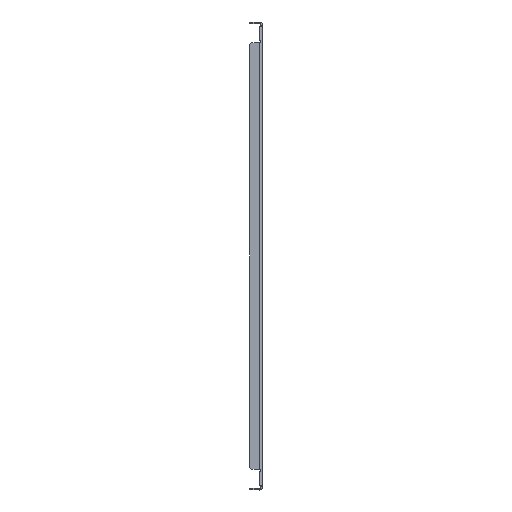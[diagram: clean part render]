
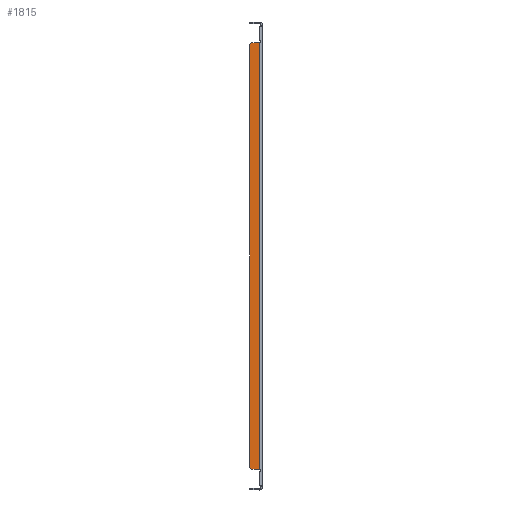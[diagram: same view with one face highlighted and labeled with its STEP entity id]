
A CAD part, left-side view. The second image highlights one B-rep face of the part: STEP entity #1815.
In plain terms, the highlighted planar face has unit normal (-1, 0, 0).
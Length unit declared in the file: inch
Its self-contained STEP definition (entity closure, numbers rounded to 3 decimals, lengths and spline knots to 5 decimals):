
#23 = CARTESIAN_POINT ( 'NONE',  ( -14.085, 0.143, 13.888 ) ) ;
#55 = ORIENTED_EDGE ( 'NONE', *, *, #1451, .T. ) ;
#135 = CARTESIAN_POINT ( 'NONE',  ( -14.085, 0.625, -12.85 ) ) ;
#177 = CARTESIAN_POINT ( 'NONE',  ( -14.085, 0.171, -12.913 ) ) ;
#268 = ORIENTED_EDGE ( 'NONE', *, *, #3278, .F. ) ;
#402 = DIRECTION ( 'NONE',  ( -1., 0., 0. ) ) ;
#612 = VERTEX_POINT ( 'NONE', #751 ) ;
#751 = CARTESIAN_POINT ( 'NONE',  ( -14.085, 0.171, 12.85 ) ) ;
#940 = CIRCLE ( 'NONE', #4608, 0.063 ) ;
#1063 = EDGE_CURVE ( 'NONE', #3672, #1308, #6805, .T. ) ;
#1158 = DIRECTION ( 'NONE',  ( 0., -1., 0. ) ) ;
#1308 = VERTEX_POINT ( 'NONE', #135 ) ;
#1432 = EDGE_LOOP ( 'NONE', ( #4309, #55, #268, #6271, #1819, #1859, #3372, #4687 ) ) ;
#1440 = CARTESIAN_POINT ( 'NONE',  ( -14.085, 0.171, 12.913 ) ) ;
#1451 = EDGE_CURVE ( 'NONE', #2401, #5572, #5405, .T. ) ;
#1475 = EDGE_CURVE ( 'NONE', #4867, #5524, #7293, .T. ) ;
#1634 = DIRECTION ( 'NONE',  ( 0., 0., -1. ) ) ;
#1674 = VECTOR ( 'NONE', #1158, 39.37008 ) ;
#1815 = ADVANCED_FACE ( 'NONE', ( #3419 ), #5523, .T. ) ;
#1819 = ORIENTED_EDGE ( 'NONE', *, *, #3237, .T. ) ;
#1859 = ORIENTED_EDGE ( 'NONE', *, *, #1475, .T. ) ;
#2091 = VERTEX_POINT ( 'NONE', #3714 ) ;
#2165 = VECTOR ( 'NONE', #6889, 39.37008 ) ;
#2401 = VERTEX_POINT ( 'NONE', #3259 ) ;
#2405 = DIRECTION ( 'NONE',  ( 0., 1., 0. ) ) ;
#2932 = EDGE_CURVE ( 'NONE', #1308, #2401, #7070, .T. ) ;
#3218 = CARTESIAN_POINT ( 'NONE',  ( -14.085, 0.75, -14.664 ) ) ;
#3237 = EDGE_CURVE ( 'NONE', #612, #4867, #6471, .T. ) ;
#3259 = CARTESIAN_POINT ( 'NONE',  ( -14.085, 0.171, -12.85 ) ) ;
#3278 = EDGE_CURVE ( 'NONE', #2091, #5572, #7294, .T. ) ;
#3372 = ORIENTED_EDGE ( 'NONE', *, *, #4478, .T. ) ;
#3403 = CARTESIAN_POINT ( 'NONE',  ( -14.085, 0.75, 12.85 ) ) ;
#3419 = FACE_OUTER_BOUND ( 'NONE', #1432, .T. ) ;
#3567 = EDGE_CURVE ( 'NONE', #2091, #612, #940, .T. ) ;
#3626 = CARTESIAN_POINT ( 'NONE',  ( -14.085, 0.75, -12.725 ) ) ;
#3672 = VERTEX_POINT ( 'NONE', #3626 ) ;
#3681 = VECTOR ( 'NONE', #6111, 39.37008 ) ;
#3714 = CARTESIAN_POINT ( 'NONE',  ( -14.085, 0.143, 12.85656 ) ) ;
#3743 = AXIS2_PLACEMENT_3D ( 'NONE', #3218, #402, #7214 ) ;
#3771 = LINE ( 'NONE', #3797, #3681 ) ;
#3787 = CARTESIAN_POINT ( 'NONE',  ( -14.085, 0.75, -12.725 ) ) ;
#3797 = CARTESIAN_POINT ( 'NONE',  ( -14.085, 0.75, -14.664 ) ) ;
#3831 = DIRECTION ( 'NONE',  ( 0., -0.707, -0.707 ) ) ;
#3951 = CARTESIAN_POINT ( 'NONE',  ( -14.085, 0.143, -12.85656 ) ) ;
#4309 = ORIENTED_EDGE ( 'NONE', *, *, #2932, .T. ) ;
#4478 = EDGE_CURVE ( 'NONE', #5524, #3672, #3771, .T. ) ;
#4608 = AXIS2_PLACEMENT_3D ( 'NONE', #1440, #5555, #4939 ) ;
#4685 = CARTESIAN_POINT ( 'NONE',  ( -14.085, 0.625, 12.85 ) ) ;
#4687 = ORIENTED_EDGE ( 'NONE', *, *, #1063, .T. ) ;
#4867 = VERTEX_POINT ( 'NONE', #5391 ) ;
#4939 = DIRECTION ( 'NONE',  ( 0., 1., 0. ) ) ;
#5313 = VECTOR ( 'NONE', #5842, 39.37008 ) ;
#5391 = CARTESIAN_POINT ( 'NONE',  ( -14.085, 0.625, 12.85 ) ) ;
#5405 = CIRCLE ( 'NONE', #7382, 0.063 ) ;
#5523 = PLANE ( 'NONE',  #3743 ) ;
#5524 = VERTEX_POINT ( 'NONE', #6858 ) ;
#5555 = DIRECTION ( 'NONE',  ( 1., 0., 0. ) ) ;
#5572 = VERTEX_POINT ( 'NONE', #3951 ) ;
#5580 = VECTOR ( 'NONE', #1634, 39.37008 ) ;
#5842 = DIRECTION ( 'NONE',  ( 0., 0.707, -0.707 ) ) ;
#6078 = VECTOR ( 'NONE', #3831, 39.37008 ) ;
#6111 = DIRECTION ( 'NONE',  ( 0., 0., -1. ) ) ;
#6208 = CARTESIAN_POINT ( 'NONE',  ( -14.085, 0.171, -12.85 ) ) ;
#6271 = ORIENTED_EDGE ( 'NONE', *, *, #3567, .T. ) ;
#6439 = DIRECTION ( 'NONE',  ( 1., 0., 0. ) ) ;
#6471 = LINE ( 'NONE', #3403, #2165 ) ;
#6805 = LINE ( 'NONE', #3787, #6078 ) ;
#6858 = CARTESIAN_POINT ( 'NONE',  ( -14.085, 0.75, 12.725 ) ) ;
#6889 = DIRECTION ( 'NONE',  ( 0., 1., 0. ) ) ;
#7070 = LINE ( 'NONE', #6208, #1674 ) ;
#7214 = DIRECTION ( 'NONE',  ( 0., -1., 0. ) ) ;
#7293 = LINE ( 'NONE', #4685, #5313 ) ;
#7294 = LINE ( 'NONE', #23, #5580 ) ;
#7382 = AXIS2_PLACEMENT_3D ( 'NONE', #177, #6439, #2405 ) ;
